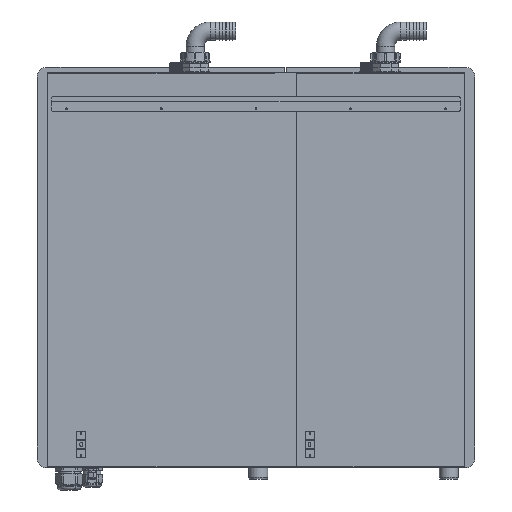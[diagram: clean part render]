
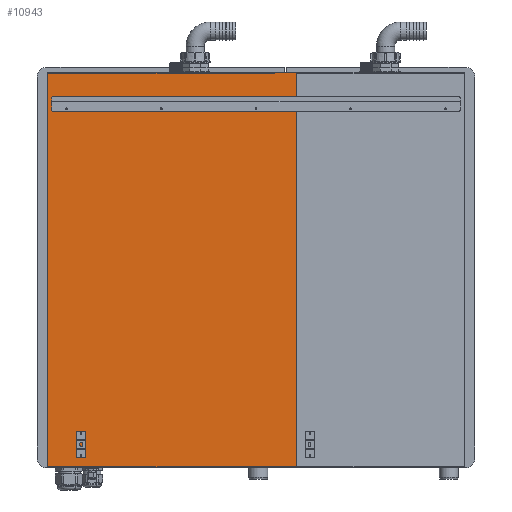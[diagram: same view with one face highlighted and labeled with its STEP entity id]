
A CAD part, left-side view. The second image highlights one B-rep face of the part: STEP entity #10943.
In plain terms, the highlighted planar face has unit normal (-1, 0, 0).
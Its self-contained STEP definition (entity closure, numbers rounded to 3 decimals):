
#463=DIRECTION('',(0.,0.,-1.));
#464=VECTOR('',#463,14.9);
#465=CARTESIAN_POINT('',(-181.5,250.5,-271.65));
#466=LINE('',#465,#464);
#467=DIRECTION('',(0.,-1.,0.));
#468=VECTOR('',#467,20.);
#469=CARTESIAN_POINT('',(-181.5,250.5,-286.55));
#470=LINE('',#469,#468);
#471=DIRECTION('',(0.,0.,-1.));
#472=VECTOR('',#471,14.9);
#473=CARTESIAN_POINT('',(-181.5,230.5,-271.65));
#474=LINE('',#473,#472);
#475=CARTESIAN_POINT('',(-181.5,232.5,-271.65));
#476=DIRECTION('',(-1.,0.,0.));
#477=DIRECTION('',(0.,-1.,0.));
#478=AXIS2_PLACEMENT_3D('',#475,#476,#477);
#480=DIRECTION('',(0.,-1.,0.));
#481=VECTOR('',#480,16.);
#482=CARTESIAN_POINT('',(-181.5,248.5,-269.65));
#483=LINE('',#482,#481);
#484=CARTESIAN_POINT('',(-181.5,248.5,-271.65));
#485=DIRECTION('',(-1.,0.,0.));
#486=DIRECTION('',(0.,0.,1.));
#487=AXIS2_PLACEMENT_3D('',#484,#485,#486);
#489=DIRECTION('',(0.,0.,-1.));
#490=VECTOR('',#489,14.9);
#491=CARTESIAN_POINT('',(-181.5,250.5,-306.75));
#492=LINE('',#491,#490);
#493=CARTESIAN_POINT('',(-181.5,248.5,-321.65));
#494=DIRECTION('',(-1.,0.,0.));
#495=DIRECTION('',(0.,1.,0.));
#496=AXIS2_PLACEMENT_3D('',#493,#494,#495);
#498=DIRECTION('',(0.,-1.,0.));
#499=VECTOR('',#498,16.);
#500=CARTESIAN_POINT('',(-181.5,248.5,-323.65));
#501=LINE('',#500,#499);
#502=CARTESIAN_POINT('',(-181.5,232.5,-321.65));
#503=DIRECTION('',(-1.,0.,0.));
#504=DIRECTION('',(0.,0.,-1.));
#505=AXIS2_PLACEMENT_3D('',#502,#503,#504);
#507=DIRECTION('',(0.,0.,-1.));
#508=VECTOR('',#507,14.9);
#509=CARTESIAN_POINT('',(-181.5,230.5,-306.75));
#510=LINE('',#509,#508);
#511=DIRECTION('',(0.,-1.,0.));
#512=VECTOR('',#511,20.);
#513=CARTESIAN_POINT('',(-181.5,250.5,-306.75));
#514=LINE('',#513,#512);
#535=DIRECTION('',(0.,1.,0.));
#536=VECTOR('',#535,47.);
#537=CARTESIAN_POINT('',(-181.5,-214.5,-343.9));
#538=LINE('',#537,#536);
#539=DIRECTION('',(0.,0.,-1.));
#540=VECTOR('',#539,0.2);
#541=CARTESIAN_POINT('',(-181.5,-167.5,-343.7));
#542=LINE('',#541,#540);
#543=DIRECTION('',(0.,1.,0.));
#544=VECTOR('',#543,478.9);
#545=CARTESIAN_POINT('',(-181.5,-167.5,-343.7));
#546=LINE('',#545,#544);
#547=DIRECTION('',(0.,0.,1.));
#548=VECTOR('',#547,830.5);
#549=CARTESIAN_POINT('',(-181.5,311.4,-343.7));
#550=LINE('',#549,#548);
#551=DIRECTION('',(0.,1.,0.));
#552=VECTOR('',#551,478.9);
#553=CARTESIAN_POINT('',(-181.5,-167.5,486.8));
#554=LINE('',#553,#552);
#555=DIRECTION('',(0.,0.,-1.));
#556=VECTOR('',#555,1.2);
#557=CARTESIAN_POINT('',(-181.5,-167.5,488.));
#558=LINE('',#557,#556);
#976=DIRECTION('',(0.,0.,-1.));
#977=VECTOR('',#976,831.9);
#978=CARTESIAN_POINT('',(-181.5,-214.5,488.));
#979=LINE('',#978,#977);
#980=DIRECTION('',(0.,-1.,0.));
#981=VECTOR('',#980,47.);
#982=CARTESIAN_POINT('',(-181.5,-167.5,488.));
#983=LINE('',#982,#981);
#8377=CARTESIAN_POINT('',(-181.5,311.4,-343.7));
#8378=CARTESIAN_POINT('',(-181.5,311.4,486.8));
#8379=VERTEX_POINT('',#8377);
#8380=VERTEX_POINT('',#8378);
#8560=CARTESIAN_POINT('',(-181.5,250.5,-271.65));
#8561=CARTESIAN_POINT('',(-181.5,250.5,-286.55));
#8562=VERTEX_POINT('',#8560);
#8563=VERTEX_POINT('',#8561);
#8564=CARTESIAN_POINT('',(-181.5,248.5,-269.65));
#8565=CARTESIAN_POINT('',(-181.5,232.5,-269.65));
#8566=VERTEX_POINT('',#8564);
#8567=VERTEX_POINT('',#8565);
#8568=CARTESIAN_POINT('',(-181.5,230.5,-271.65));
#8569=CARTESIAN_POINT('',(-181.5,230.5,-286.55));
#8570=VERTEX_POINT('',#8568);
#8571=VERTEX_POINT('',#8569);
#8572=CARTESIAN_POINT('',(-181.5,250.5,-306.75));
#8573=CARTESIAN_POINT('',(-181.5,250.5,-321.65));
#8574=VERTEX_POINT('',#8572);
#8575=VERTEX_POINT('',#8573);
#8576=CARTESIAN_POINT('',(-181.5,230.5,-306.75));
#8577=CARTESIAN_POINT('',(-181.5,230.5,-321.65));
#8578=VERTEX_POINT('',#8576);
#8579=VERTEX_POINT('',#8577);
#8580=CARTESIAN_POINT('',(-181.5,248.5,-323.65));
#8581=CARTESIAN_POINT('',(-181.5,232.5,-323.65));
#8582=VERTEX_POINT('',#8580);
#8583=VERTEX_POINT('',#8581);
#8968=CARTESIAN_POINT('',(-181.5,-167.5,488.));
#8969=CARTESIAN_POINT('',(-181.5,-214.5,488.));
#8970=VERTEX_POINT('',#8968);
#8971=VERTEX_POINT('',#8969);
#8984=CARTESIAN_POINT('',(-181.5,-167.5,486.8));
#8985=VERTEX_POINT('',#8984);
#8986=CARTESIAN_POINT('',(-181.5,-167.5,-343.7));
#8987=VERTEX_POINT('',#8986);
#8989=CARTESIAN_POINT('',(-181.5,-167.5,-343.9));
#8991=VERTEX_POINT('',#8989);
#8992=CARTESIAN_POINT('',(-181.5,-214.5,-343.9));
#8993=VERTEX_POINT('',#8992);
#10895=CARTESIAN_POINT('',(-181.5,312.6,488.));
#10896=DIRECTION('',(-1.,0.,0.));
#10897=DIRECTION('',(0.,0.,-1.));
#10898=AXIS2_PLACEMENT_3D('',#10895,#10896,#10897);
#10899=PLANE('',#10898);
#10901=ORIENTED_EDGE('',*,*,#10900,.T.);
#10902=ORIENTED_EDGE('',*,*,#10834,.F.);
#10904=ORIENTED_EDGE('',*,*,#10903,.T.);
#10906=ORIENTED_EDGE('',*,*,#10905,.T.);
#10907=ORIENTED_EDGE('',*,*,#10861,.F.);
#10908=ORIENTED_EDGE('',*,*,#10817,.F.);
#10910=ORIENTED_EDGE('',*,*,#10909,.T.);
#10912=ORIENTED_EDGE('',*,*,#10911,.T.);
#10913=EDGE_LOOP('',(#10901,#10902,#10904,#10906,#10907,#10908,#10910,#10912));
#10914=FACE_OUTER_BOUND('',#10913,.F.);
#10916=ORIENTED_EDGE('',*,*,#10915,.T.);
#10918=ORIENTED_EDGE('',*,*,#10917,.T.);
#10920=ORIENTED_EDGE('',*,*,#10919,.F.);
#10922=ORIENTED_EDGE('',*,*,#10921,.T.);
#10924=ORIENTED_EDGE('',*,*,#10923,.F.);
#10926=ORIENTED_EDGE('',*,*,#10925,.T.);
#10927=EDGE_LOOP('',(#10916,#10918,#10920,#10922,#10924,#10926));
#10928=FACE_BOUND('',#10927,.F.);
#10930=ORIENTED_EDGE('',*,*,#10929,.T.);
#10932=ORIENTED_EDGE('',*,*,#10931,.T.);
#10934=ORIENTED_EDGE('',*,*,#10933,.T.);
#10936=ORIENTED_EDGE('',*,*,#10935,.T.);
#10938=ORIENTED_EDGE('',*,*,#10937,.F.);
#10940=ORIENTED_EDGE('',*,*,#10939,.F.);
#10941=EDGE_LOOP('',(#10930,#10932,#10934,#10936,#10938,#10940));
#10942=FACE_BOUND('',#10941,.F.);
#479=CIRCLE('',#478,2.);
#488=CIRCLE('',#487,2.);
#497=CIRCLE('',#496,2.);
#506=CIRCLE('',#505,2.);
#10817=EDGE_CURVE('',#8970,#8985,#558,.T.);
#10834=EDGE_CURVE('',#8987,#8991,#542,.T.);
#10861=EDGE_CURVE('',#8985,#8380,#554,.T.);
#10900=EDGE_CURVE('',#8993,#8991,#538,.T.);
#10903=EDGE_CURVE('',#8987,#8379,#546,.T.);
#10905=EDGE_CURVE('',#8379,#8380,#550,.T.);
#10909=EDGE_CURVE('',#8970,#8971,#983,.T.);
#10911=EDGE_CURVE('',#8971,#8993,#979,.T.);
#10915=EDGE_CURVE('',#8562,#8563,#466,.T.);
#10917=EDGE_CURVE('',#8563,#8571,#470,.T.);
#10919=EDGE_CURVE('',#8570,#8571,#474,.T.);
#10921=EDGE_CURVE('',#8570,#8567,#479,.T.);
#10923=EDGE_CURVE('',#8566,#8567,#483,.T.);
#10925=EDGE_CURVE('',#8566,#8562,#488,.T.);
#10929=EDGE_CURVE('',#8574,#8575,#492,.T.);
#10931=EDGE_CURVE('',#8575,#8582,#497,.T.);
#10933=EDGE_CURVE('',#8582,#8583,#501,.T.);
#10935=EDGE_CURVE('',#8583,#8579,#506,.T.);
#10937=EDGE_CURVE('',#8578,#8579,#510,.T.);
#10939=EDGE_CURVE('',#8574,#8578,#514,.T.);
#10943=ADVANCED_FACE('',(#10914,#10928,#10942),#10899,.T.);
